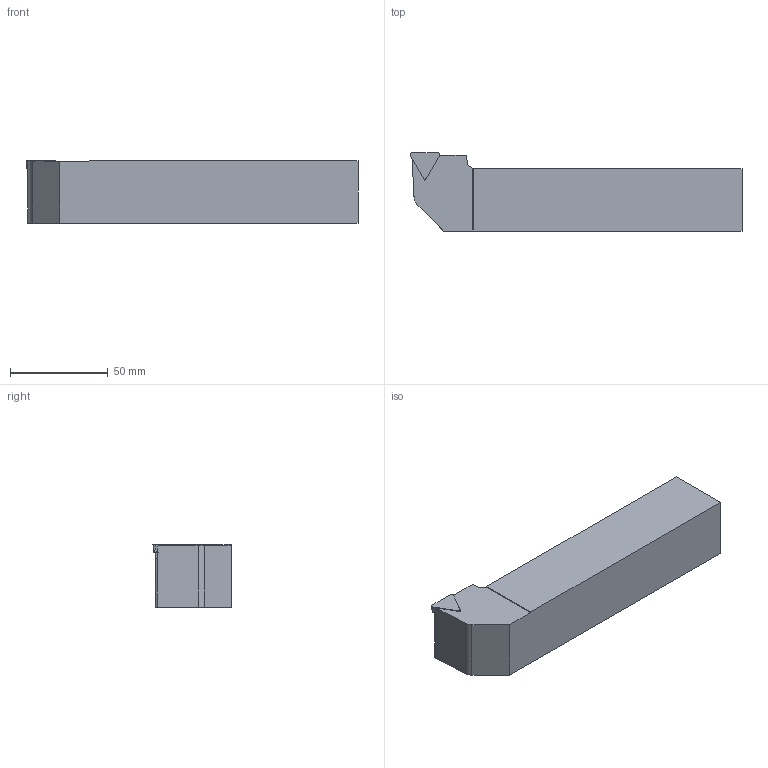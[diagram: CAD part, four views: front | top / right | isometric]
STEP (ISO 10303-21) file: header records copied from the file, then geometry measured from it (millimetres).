
FILE_DESCRIPTION(/* description */ (''),/* implementation_level */ '2;1');
FILE_NAME(/* name */ 'STGCL-3232-P16.stp',/* time_stamp */ '2023-10-02T21:06:27+03:00',/* author */ (''),/* organization */ (''),/* preprocessor_version */ 'ST-DEVELOPER v19.4',/* originating_system */ 'SIEMENS PLM Software NX2306.3001',/* authorisation */ '');
FILE_SCHEMA (('AUTOMOTIVE_DESIGN { 1 0 10303 214 3 1 1 1 }'));
Length unit declared in the file: millimetre
Products named in the file (1): model1
Bounding box: 170 x 40 x 32 mm (x, y, z)
Volume: 174389.5 mm3; surface area: 24217.9 mm2
Topology: 2 solids, 2 shells, 29 faces, 75 edges, 50 vertices
Faces by surface type: plane 22, cylinder 4, cone 3
Entity records: 914 total; most frequent: CARTESIAN_POINT 155, DIRECTION 151, ORIENTED_EDGE 150, EDGE_CURVE 75, LINE 59, VECTOR 59, VERTEX_POINT 50, AXIS2_PLACEMENT_3D 46
